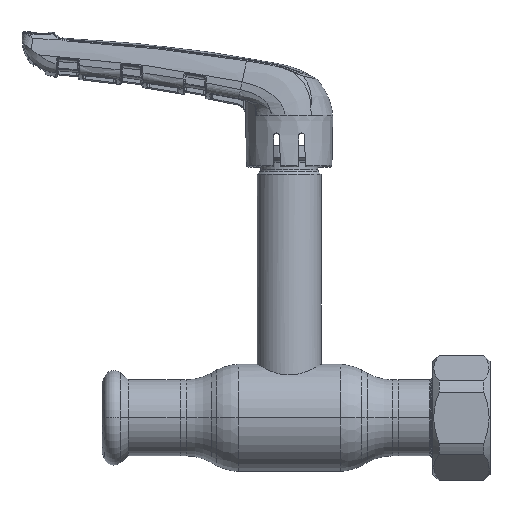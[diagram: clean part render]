
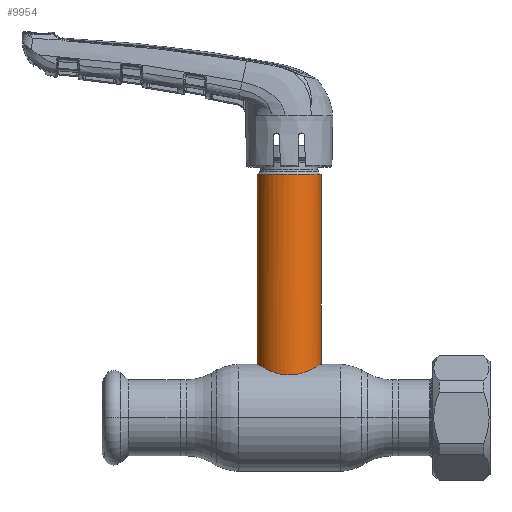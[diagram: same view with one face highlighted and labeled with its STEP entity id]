
A CAD part, top view. The second image highlights one B-rep face of the part: STEP entity #9954.
In plain terms, the highlighted cylindrical face has radius 9 mm (diameter 18 mm), a partial arc.
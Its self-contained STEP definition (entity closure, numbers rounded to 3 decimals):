
#385 = FACE_OUTER_BOUND ( 'NONE', #22477, .T. ) ;
#505 = VECTOR ( 'NONE', #7482, 1000. ) ;
#929 = EDGE_CURVE ( 'NONE', #39948, #20914, #39396, .T. ) ;
#1377 = AXIS2_PLACEMENT_3D ( 'NONE', #7831, #7181, #2897 ) ;
#2437 = CARTESIAN_POINT ( 'NONE',  ( 0.606, 12., 9. ) ) ;
#2652 = CARTESIAN_POINT ( 'NONE',  ( -6.758, 13.768, 5.971 ) ) ;
#2897 = DIRECTION ( 'NONE',  ( -1., 0., 0. ) ) ;
#3077 = CARTESIAN_POINT ( 'NONE',  ( -4.543, 12.824, 7.791 ) ) ;
#3509 = CARTESIAN_POINT ( 'NONE',  ( 8.984, 14.991, 0.611 ) ) ;
#7181 = DIRECTION ( 'NONE',  ( 0., -1., 0. ) ) ;
#7361 = CARTESIAN_POINT ( 'NONE',  ( -2.963, 12.35, 8.518 ) ) ;
#7482 = DIRECTION ( 'NONE',  ( 0., -1., 0. ) ) ;
#7570 = CARTESIAN_POINT ( 'NONE',  ( 2.947, 12.353, 8.509 ) ) ;
#7784 = CARTESIAN_POINT ( 'NONE',  ( -7.781, 14.299, 4.56 ) ) ;
#7831 = CARTESIAN_POINT ( 'NONE',  ( 0., 68.119, 0. ) ) ;
#8001 = CARTESIAN_POINT ( 'NONE',  ( -0.613, 12.012, 8.984 ) ) ;
#8059 = CYLINDRICAL_SURFACE ( 'NONE', #30916, 9. ) ;
#8210 = CARTESIAN_POINT ( 'NONE',  ( -8.06, 14.454, 4.048 ) ) ;
#8375 = DIRECTION ( 'NONE',  ( 0., -1., 0. ) ) ;
#8640 = CARTESIAN_POINT ( 'NONE',  ( 8.406, 14.651, 3.229 ) ) ;
#9921 = VERTEX_POINT ( 'NONE', #21319 ) ;
#9954 = ADVANCED_FACE ( 'NONE', ( #385 ), #8059, .T. ) ;
#12285 = CARTESIAN_POINT ( 'NONE',  ( 3.763, 12.574, 8.181 ) ) ;
#12713 = CARTESIAN_POINT ( 'NONE',  ( 4.539, 12.827, 7.777 ) ) ;
#12756 = EDGE_CURVE ( 'NONE', #39948, #41313, #54019, .T. ) ;
#13019 = ORIENTED_EDGE ( 'NONE', *, *, #12756, .F. ) ;
#13135 = CARTESIAN_POINT ( 'NONE',  ( -9., 15., 0. ) ) ;
#13350 = CARTESIAN_POINT ( 'NONE',  ( 8.059, 14.454, 4.05 ) ) ;
#14176 = CARTESIAN_POINT ( 'NONE',  ( 8.923, 14.954, 1.21 ) ) ;
#14234 = EDGE_CURVE ( 'NONE', #20914, #9921, #60768, .T. ) ;
#17127 = CARTESIAN_POINT ( 'NONE',  ( 4.789, 12.918, 7.626 ) ) ;
#17334 = CARTESIAN_POINT ( 'NONE',  ( 3.223, 12.423, 8.408 ) ) ;
#17548 = CARTESIAN_POINT ( 'NONE',  ( 2.086, 12.176, 8.76 ) ) ;
#17769 = CARTESIAN_POINT ( 'NONE',  ( -6.15, 13.483, 6.577 ) ) ;
#19045 = CARTESIAN_POINT ( 'NONE',  ( 8.759, 14.857, 2.09 ) ) ;
#19935 = ORIENTED_EDGE ( 'NONE', *, *, #60731, .T. ) ;
#20914 = VERTEX_POINT ( 'NONE', #43752 ) ;
#21319 = CARTESIAN_POINT ( 'NONE',  ( -9., 15., 0. ) ) ;
#21643 = VECTOR ( 'NONE', #46848, 1000. ) ;
#22020 = CARTESIAN_POINT ( 'NONE',  ( 5.507, 13.196, 7.142 ) ) ;
#22477 = EDGE_LOOP ( 'NONE', ( #13019, #56545, #28865, #19935 ) ) ;
#22864 = CARTESIAN_POINT ( 'NONE',  ( -8.7, 14.821, 2.382 ) ) ;
#26944 = CARTESIAN_POINT ( 'NONE',  ( 6.56, 13.675, 6.169 ) ) ;
#27360 = CARTESIAN_POINT ( 'NONE',  ( -5.259, 13.1, 7.309 ) ) ;
#27800 = CARTESIAN_POINT ( 'NONE',  ( -1.213, 12.057, 8.923 ) ) ;
#28865 = ORIENTED_EDGE ( 'NONE', *, *, #14234, .T. ) ;
#30916 = AXIS2_PLACEMENT_3D ( 'NONE', #40621, #8375, #51483 ) ;
#31688 = CARTESIAN_POINT ( 'NONE',  ( -1.509, 12.091, 8.878 ) ) ;
#31895 = CARTESIAN_POINT ( 'NONE',  ( 7.124, 13.954, 5.508 ) ) ;
#32322 = CARTESIAN_POINT ( 'NONE',  ( -7.126, 13.954, 5.528 ) ) ;
#32754 = CARTESIAN_POINT ( 'NONE',  ( 8.509, 14.711, 2.947 ) ) ;
#32963 = CARTESIAN_POINT ( 'NONE',  ( 9., 15., 0. ) ) ;
#35304 = CARTESIAN_POINT ( 'NONE',  ( 9., 68.119, 0. ) ) ;
#36808 = CARTESIAN_POINT ( 'NONE',  ( 7.296, 14.043, 5.277 ) ) ;
#37435 = CARTESIAN_POINT ( 'NONE',  ( -8.519, 14.715, 2.961 ) ) ;
#37979 = B_SPLINE_CURVE_WITH_KNOTS ( 'NONE', 3,
 ( #13135, #56719, #41973, #22864, #37435, #8210, #7784, #32322, #2652, #17769, #57164, #56941, #27360, #3077, #56510, #7361, #61480, #31688, #27800, #8001, #42178, #2437, #61901, #17548, #41544, #7570, #17334, #12285, #46421, #12713, #17127, #22020, #51329, #26944, #51764, #31895, #36808, #41766, #13350, #8640, #32754, #42596, #19045, #42812, #14176, #3509, #47477, #32963 ),
 .UNSPECIFIED., .F., .F.,
 ( 4, 2, 2, 2, 2, 2, 2, 2, 2, 2, 2, 2, 2, 2, 2, 2, 2, 2, 2, 2, 2, 2, 2, 4 ),
 ( 0., 0.002, 0.004, 0.005, 0.007, 0.008, 0.009, 0.011, 0.013, 0.014, 0.014, 0.016, 0.017, 0.018, 0.019, 0.02, 0.022, 0.023, 0.023, 0.025, 0.026, 0.027, 0.028, 0.029 ),
 .UNSPECIFIED. ) ;
#39396 = CIRCLE ( 'NONE', #1377, 9. ) ;
#39948 = VERTEX_POINT ( 'NONE', #35304 ) ;
#40621 = CARTESIAN_POINT ( 'NONE',  ( 0., 0., 0. ) ) ;
#41313 = VERTEX_POINT ( 'NONE', #50580 ) ;
#41544 = CARTESIAN_POINT ( 'NONE',  ( 2.378, 12.23, 8.685 ) ) ;
#41766 = CARTESIAN_POINT ( 'NONE',  ( 7.781, 14.299, 4.56 ) ) ;
#41973 = CARTESIAN_POINT ( 'NONE',  ( -8.938, 14.963, 1.209 ) ) ;
#42178 = CARTESIAN_POINT ( 'NONE',  ( -0.308, 12., 9. ) ) ;
#42596 = CARTESIAN_POINT ( 'NONE',  ( 8.685, 14.813, 2.378 ) ) ;
#42812 = CARTESIAN_POINT ( 'NONE',  ( 8.878, 14.927, 1.506 ) ) ;
#43752 = CARTESIAN_POINT ( 'NONE',  ( -9., 68.119, 0. ) ) ;
#46421 = CARTESIAN_POINT ( 'NONE',  ( 4.026, 12.655, 8.055 ) ) ;
#46848 = DIRECTION ( 'NONE',  ( 0., -1., 0. ) ) ;
#47477 = CARTESIAN_POINT ( 'NONE',  ( 9., 15., 0.305 ) ) ;
#50580 = CARTESIAN_POINT ( 'NONE',  ( 9., 15., 0. ) ) ;
#51329 = CARTESIAN_POINT ( 'NONE',  ( 5.948, 13.389, 6.778 ) ) ;
#51483 = DIRECTION ( 'NONE',  ( -1., 0., 0. ) ) ;
#51681 = CARTESIAN_POINT ( 'NONE',  ( 9., 0., 0. ) ) ;
#51764 = CARTESIAN_POINT ( 'NONE',  ( 6.756, 13.77, 5.953 ) ) ;
#54019 = LINE ( 'NONE', #51681, #505 ) ;
#56510 = CARTESIAN_POINT ( 'NONE',  ( -4.037, 12.65, 8.065 ) ) ;
#56545 = ORIENTED_EDGE ( 'NONE', *, *, #929, .T. ) ;
#56719 = CARTESIAN_POINT ( 'NONE',  ( -9., 15., 0.611 ) ) ;
#56941 = CARTESIAN_POINT ( 'NONE',  ( -5.492, 13.196, 7.136 ) ) ;
#57164 = CARTESIAN_POINT ( 'NONE',  ( -5.937, 13.387, 6.77 ) ) ;
#60731 = EDGE_CURVE ( 'NONE', #9921, #41313, #37979, .T. ) ;
#60768 = LINE ( 'NONE', #61254, #21643 ) ;
#61254 = CARTESIAN_POINT ( 'NONE',  ( -9., 0., 0. ) ) ;
#61480 = CARTESIAN_POINT ( 'NONE',  ( -2.387, 12.221, 8.698 ) ) ;
#61901 = CARTESIAN_POINT ( 'NONE',  ( 1.205, 12.046, 8.939 ) ) ;
